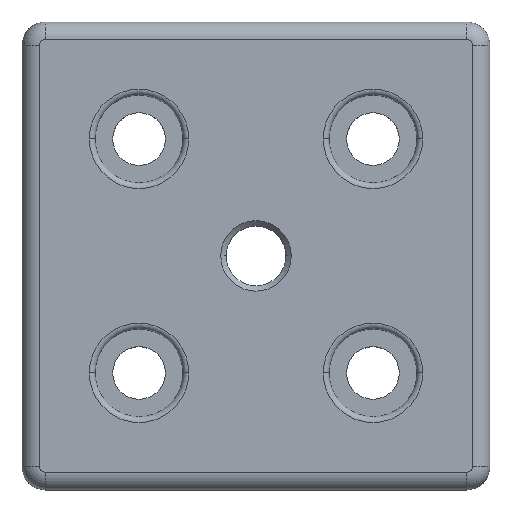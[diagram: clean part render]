
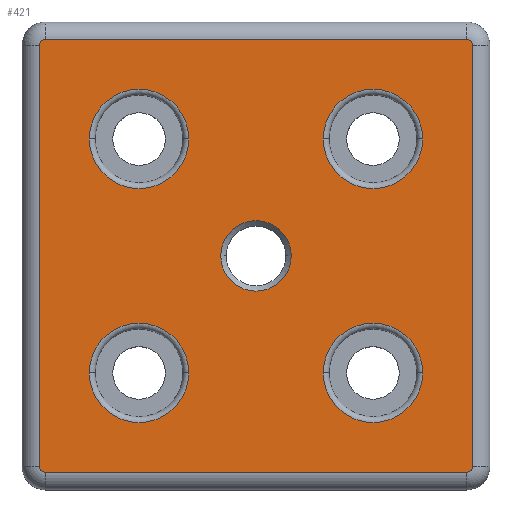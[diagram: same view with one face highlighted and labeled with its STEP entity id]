
A CAD part, top view. The second image highlights one B-rep face of the part: STEP entity #421.
In plain terms, the highlighted planar face has unit normal (0, 0, 1).
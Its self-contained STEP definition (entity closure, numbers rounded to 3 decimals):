
#421=ADVANCED_FACE('NONE',(#1057,#1058,#1059,#1060,#1061,#1062),#1063,.T.);
#1057=FACE_OUTER_BOUND('',#1927,.T.);
#1058=FACE_BOUND('',#1928,.T.);
#1059=FACE_BOUND('',#1929,.T.);
#1060=FACE_BOUND('',#1930,.T.);
#1061=FACE_BOUND('',#1931,.T.);
#1062=FACE_BOUND('',#1932,.T.);
#1063=PLANE('',#1933);
#1927=EDGE_LOOP('',(#3556,#3557,#3558,#3559,#3560,#3561,#3562,#3563));
#1928=EDGE_LOOP('',(#3564,#3565));
#1929=EDGE_LOOP('',(#3566,#3567));
#1930=EDGE_LOOP('',(#3568,#3569));
#1931=EDGE_LOOP('',(#3570,#3571));
#1932=EDGE_LOOP('',(#3572,#3573));
#1933=AXIS2_PLACEMENT_3D('',#3574,#3575,#3576);
#3556=ORIENTED_EDGE('',*,*,#5731,.T.);
#3557=ORIENTED_EDGE('',*,*,#5732,.T.);
#3558=ORIENTED_EDGE('',*,*,#5733,.T.);
#3559=ORIENTED_EDGE('',*,*,#5734,.T.);
#3560=ORIENTED_EDGE('',*,*,#5735,.T.);
#3561=ORIENTED_EDGE('',*,*,#5736,.T.);
#3562=ORIENTED_EDGE('',*,*,#5737,.T.);
#3563=ORIENTED_EDGE('',*,*,#5738,.T.);
#3564=ORIENTED_EDGE('',*,*,#5739,.F.);
#3565=ORIENTED_EDGE('',*,*,#5539,.F.);
#3566=ORIENTED_EDGE('',*,*,#5740,.T.);
#3567=ORIENTED_EDGE('',*,*,#5654,.T.);
#3568=ORIENTED_EDGE('',*,*,#5741,.T.);
#3569=ORIENTED_EDGE('',*,*,#5649,.T.);
#3570=ORIENTED_EDGE('',*,*,#5742,.T.);
#3571=ORIENTED_EDGE('',*,*,#5644,.T.);
#3572=ORIENTED_EDGE('',*,*,#5743,.T.);
#3573=ORIENTED_EDGE('',*,*,#5639,.T.);
#3574=CARTESIAN_POINT('',(-40.0,40.0,16.0));
#3575=DIRECTION('',(0.0,0.0,1.0));
#3576=DIRECTION('',(1.0,-0.0,0.0));
#5539=EDGE_CURVE('NONE',#6509,#6511,#6512,.T.);
#5639=EDGE_CURVE('NONE',#6673,#6674,#6675,.T.);
#5644=EDGE_CURVE('NONE',#6682,#6683,#6684,.T.);
#5649=EDGE_CURVE('NONE',#6691,#6692,#6693,.T.);
#5654=EDGE_CURVE('NONE',#6700,#6701,#6702,.T.);
#5731=EDGE_CURVE('NONE',#6821,#6822,#6823,.T.);
#5732=EDGE_CURVE('NONE',#6822,#6824,#6825,.T.);
#5733=EDGE_CURVE('NONE',#6824,#6826,#6827,.T.);
#5734=EDGE_CURVE('NONE',#6826,#6828,#6829,.T.);
#5735=EDGE_CURVE('NONE',#6828,#6830,#6831,.T.);
#5736=EDGE_CURVE('NONE',#6830,#6832,#6833,.T.);
#5737=EDGE_CURVE('NONE',#6832,#6834,#6835,.T.);
#5738=EDGE_CURVE('NONE',#6834,#6821,#6836,.T.);
#5739=EDGE_CURVE('NONE',#6511,#6509,#6837,.T.);
#5740=EDGE_CURVE('NONE',#6701,#6700,#6838,.T.);
#5741=EDGE_CURVE('NONE',#6692,#6691,#6839,.T.);
#5742=EDGE_CURVE('NONE',#6683,#6682,#6840,.T.);
#5743=EDGE_CURVE('NONE',#6674,#6673,#6841,.T.);
#6509=VERTEX_POINT('NONE',#7818);
#6511=VERTEX_POINT('NONE',#7821);
#6512=CIRCLE('',#7822,6.025);
#6673=VERTEX_POINT('NONE',#8008);
#6674=VERTEX_POINT('NONE',#8009);
#6675=CIRCLE('',#8010,8.5);
#6682=VERTEX_POINT('NONE',#8017);
#6683=VERTEX_POINT('NONE',#8018);
#6684=CIRCLE('',#8019,8.5);
#6691=VERTEX_POINT('NONE',#8026);
#6692=VERTEX_POINT('NONE',#8027);
#6693=CIRCLE('',#8028,8.5);
#6700=VERTEX_POINT('NONE',#8035);
#6701=VERTEX_POINT('NONE',#8036);
#6702=CIRCLE('',#8037,8.5);
#6821=VERTEX_POINT('NONE',#8188);
#6822=VERTEX_POINT('NONE',#8189);
#6823=CIRCLE('',#8190,1.0);
#6824=VERTEX_POINT('NONE',#8191);
#6825=LINE('',#8192,#8193);
#6826=VERTEX_POINT('NONE',#8194);
#6827=CIRCLE('',#8195,1.0);
#6828=VERTEX_POINT('NONE',#8196);
#6829=LINE('',#8197,#8198);
#6830=VERTEX_POINT('NONE',#8199);
#6831=CIRCLE('',#8200,1.0);
#6832=VERTEX_POINT('NONE',#8201);
#6833=LINE('',#8202,#8203);
#6834=VERTEX_POINT('NONE',#8204);
#6835=CIRCLE('',#8205,1.0);
#6836=LINE('',#8206,#8207);
#6837=CIRCLE('',#8208,6.025);
#6838=CIRCLE('',#8209,8.5);
#6839=CIRCLE('',#8210,8.5);
#6840=CIRCLE('',#8211,8.5);
#6841=CIRCLE('',#8212,8.5);
#7818=CARTESIAN_POINT('',(-6.025,0.,16.0));
#7821=CARTESIAN_POINT('',(6.025,0.0,16.0));
#7822=AXIS2_PLACEMENT_3D('',#9527,#9528,#9529);
#8008=CARTESIAN_POINT('',(11.5,20.0,16.0));
#8009=CARTESIAN_POINT('',(28.5,20.0,16.0));
#8010=AXIS2_PLACEMENT_3D('',#9708,#9709,#9710);
#8017=CARTESIAN_POINT('',(11.5,-20.0,16.0));
#8018=CARTESIAN_POINT('',(28.5,-20.0,16.0));
#8019=AXIS2_PLACEMENT_3D('',#9720,#9721,#9722);
#8026=CARTESIAN_POINT('',(-28.5,20.0,16.0));
#8027=CARTESIAN_POINT('',(-11.5,20.0,16.0));
#8028=AXIS2_PLACEMENT_3D('',#9732,#9733,#9734);
#8035=CARTESIAN_POINT('',(-28.5,-20.0,16.0));
#8036=CARTESIAN_POINT('',(-11.5,-20.0,16.0));
#8037=AXIS2_PLACEMENT_3D('',#9744,#9745,#9746);
#8188=CARTESIAN_POINT('',(-36.0,37.0,16.0));
#8189=CARTESIAN_POINT('',(-37.0,36.0,16.0));
#8190=AXIS2_PLACEMENT_3D('',#9860,#9861,#9862);
#8191=CARTESIAN_POINT('',(-37.0,-36.0,16.0));
#8192=CARTESIAN_POINT('',(-37.0,-36.0,16.0));
#8193=VECTOR('',#9863,1000.0);
#8194=CARTESIAN_POINT('',(-36.0,-37.0,16.0));
#8195=AXIS2_PLACEMENT_3D('',#9864,#9865,#9866);
#8196=CARTESIAN_POINT('',(36.0,-37.0,16.0));
#8197=CARTESIAN_POINT('',(36.0,-37.0,16.0));
#8198=VECTOR('',#9867,1000.0);
#8199=CARTESIAN_POINT('',(37.0,-36.0,16.0));
#8200=AXIS2_PLACEMENT_3D('',#9868,#9869,#9870);
#8201=CARTESIAN_POINT('',(37.0,36.0,16.0));
#8202=CARTESIAN_POINT('',(37.0,36.0,16.0));
#8203=VECTOR('',#9871,1000.0);
#8204=CARTESIAN_POINT('',(36.0,37.0,16.0));
#8205=AXIS2_PLACEMENT_3D('',#9872,#9873,#9874);
#8206=CARTESIAN_POINT('',(-36.0,37.0,16.0));
#8207=VECTOR('',#9875,1000.0);
#8208=AXIS2_PLACEMENT_3D('',#9876,#9877,#9878);
#8209=AXIS2_PLACEMENT_3D('',#9879,#9880,#9881);
#8210=AXIS2_PLACEMENT_3D('',#9882,#9883,#9884);
#8211=AXIS2_PLACEMENT_3D('',#9885,#9886,#9887);
#8212=AXIS2_PLACEMENT_3D('',#9888,#9889,#9890);
#9527=CARTESIAN_POINT('',(0.0,0.0,16.0));
#9528=DIRECTION('',(0.0,-0.0,1.0));
#9529=DIRECTION('',(1.0,0.0,0.0));
#9708=CARTESIAN_POINT('',(20.0,20.0,16.0));
#9709=DIRECTION('',(0.0,0.0,-1.0));
#9710=DIRECTION('',(1.0,0.0,0.0));
#9720=CARTESIAN_POINT('',(20.0,-20.0,16.0));
#9721=DIRECTION('',(0.0,0.0,-1.0));
#9722=DIRECTION('',(1.0,0.0,0.0));
#9732=CARTESIAN_POINT('',(-20.0,20.0,16.0));
#9733=DIRECTION('',(0.0,0.0,-1.0));
#9734=DIRECTION('',(1.0,0.0,0.0));
#9744=CARTESIAN_POINT('',(-20.0,-20.0,16.0));
#9745=DIRECTION('',(0.0,0.0,-1.0));
#9746=DIRECTION('',(1.0,0.0,0.0));
#9860=CARTESIAN_POINT('',(-36.0,36.0,16.0));
#9861=DIRECTION('',(0.0,0.0,1.0));
#9862=DIRECTION('',(1.0,0.0,0.0));
#9863=DIRECTION('',(0.0,-1.0,0.0));
#9864=CARTESIAN_POINT('',(-36.0,-36.0,16.0));
#9865=DIRECTION('',(0.0,0.0,1.0));
#9866=DIRECTION('',(1.0,0.0,0.0));
#9867=DIRECTION('',(1.0,0.,0.0));
#9868=CARTESIAN_POINT('',(36.0,-36.0,16.0));
#9869=DIRECTION('',(0.0,0.0,1.0));
#9870=DIRECTION('',(1.0,0.0,0.0));
#9871=DIRECTION('',(0.,1.0,0.0));
#9872=CARTESIAN_POINT('',(36.0,36.0,16.0));
#9873=DIRECTION('',(0.0,0.0,1.0));
#9874=DIRECTION('',(1.0,0.0,0.0));
#9875=DIRECTION('',(-1.0,0.0,0.0));
#9876=CARTESIAN_POINT('',(0.0,0.0,16.0));
#9877=DIRECTION('',(0.0,-0.0,1.0));
#9878=DIRECTION('',(1.0,0.0,0.0));
#9879=CARTESIAN_POINT('',(-20.0,-20.0,16.0));
#9880=DIRECTION('',(0.0,0.0,-1.0));
#9881=DIRECTION('',(1.0,0.0,0.0));
#9882=CARTESIAN_POINT('',(-20.0,20.0,16.0));
#9883=DIRECTION('',(0.0,0.0,-1.0));
#9884=DIRECTION('',(1.0,0.0,0.0));
#9885=CARTESIAN_POINT('',(20.0,-20.0,16.0));
#9886=DIRECTION('',(0.0,0.0,-1.0));
#9887=DIRECTION('',(1.0,0.0,0.0));
#9888=CARTESIAN_POINT('',(20.0,20.0,16.0));
#9889=DIRECTION('',(0.0,0.0,-1.0));
#9890=DIRECTION('',(1.0,0.0,0.0));
